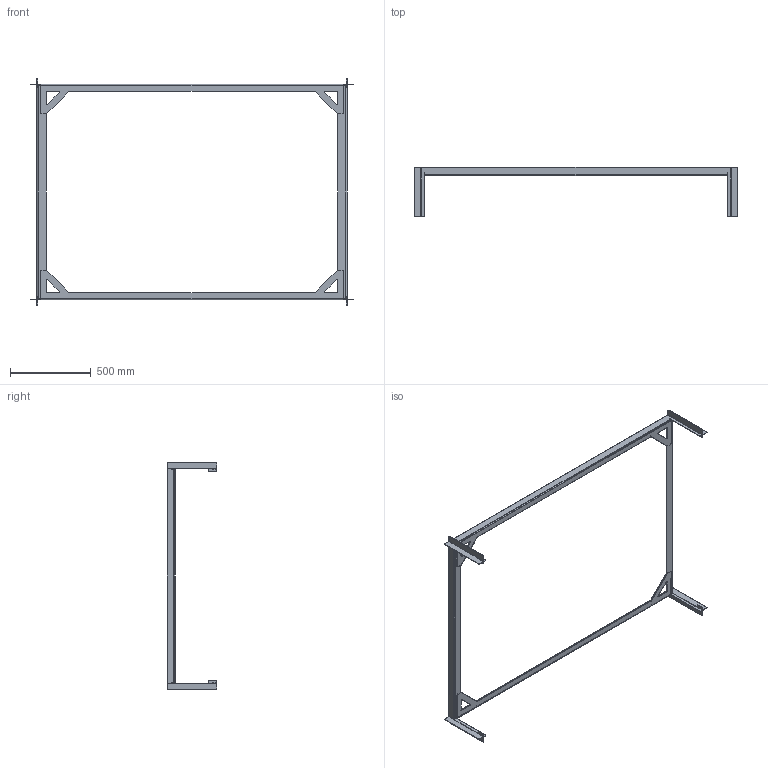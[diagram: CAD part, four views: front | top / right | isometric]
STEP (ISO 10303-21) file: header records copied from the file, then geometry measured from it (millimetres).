
FILE_DESCRIPTION (( 'STEP AP214' ), '1' );
FILE_NAME ('CamaLaserCut.STEP', '2024-07-01T18:25:56', ( '' ), ( '' ), 'SwSTEP 2.0', 'SolidWorks 2017', '' );
FILE_SCHEMA (( 'AUTOMOTIVE_DESIGN' ));
Length unit declared in the file: millimetre
Products named in the file (3): Part1; Part2; CamaLaserCut
Assembly tree (4 placements, depth 2):
  CamaLaserCut
    Part2  x2
    Part1  x2
Bounding box: 2006 x 305 x 1416 mm (x, y, z)
Volume: 2768989.2 mm3; surface area: 1701247.2 mm2
Topology: 4 solids, 4 shells, 288 faces, 808 edges, 528 vertices
Faces by surface type: plane 176, cylinder 112
Entity records: 4782 total; most frequent: CARTESIAN_POINT 819, DIRECTION 818, ORIENTED_EDGE 808, EDGE_CURVE 404, LINE 292, VECTOR 292, VERTEX_POINT 264, AXIS2_PLACEMENT_3D 263
